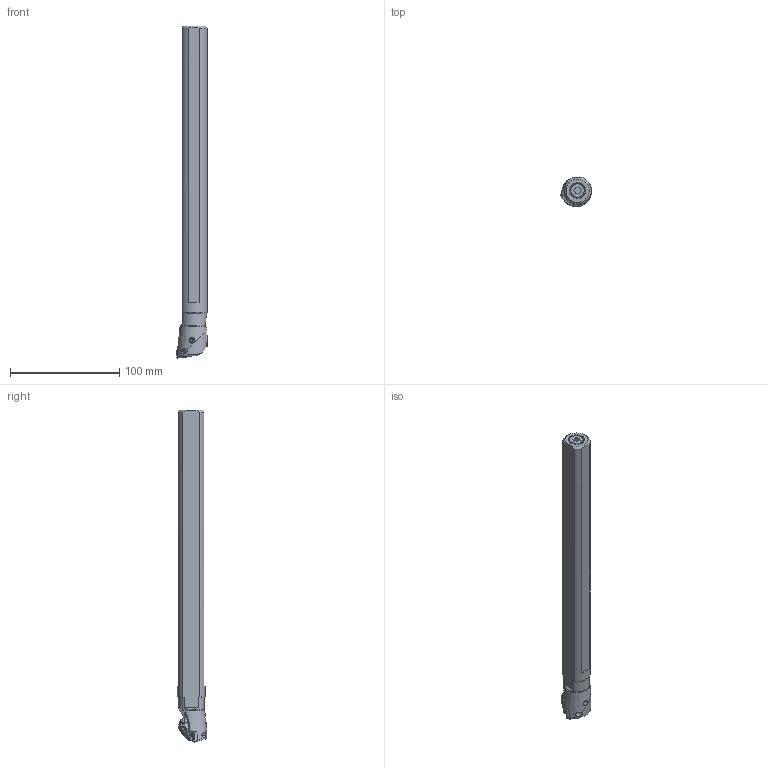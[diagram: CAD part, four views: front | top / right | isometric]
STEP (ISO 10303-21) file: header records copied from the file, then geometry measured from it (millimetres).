
FILE_DESCRIPTION(/* description */ (''),/* implementation_level */ '2;1');
FILE_NAME(/* name */ 'S-DCLNR-163-C.stp',/* time_stamp */ '2021-11-11T11:35:00+09:00',/* author */ (''),/* organization */ (''),/* preprocessor_version */ 'ST-DEVELOPER v16',/* originating_system */ 'SIEMENS PLM Software NX 10.0',/* authorisation */ '');
FILE_SCHEMA (('AUTOMOTIVE_DESIGN { 1 0 10303 214 3 1 1 1 }'));
Length unit declared in the file: millimetre
Products named in the file (1): S-DCLNR-163-C_ASM
Bounding box: 28.37 x 26.76 x 304.46 mm (x, y, z)
Volume: 121461.2 mm3; surface area: 34767.9 mm2
Topology: 6 solids, 6 shells, 303 faces, 837 edges, 545 vertices
Faces by surface type: cylinder 99, plane 82, bspline 63, cone 31, torus 23, sphere 4, extrusion 1
Entity records: 13684 total; most frequent: CARTESIAN_POINT 6235, ORIENTED_EDGE 1658, DIRECTION 1406, EDGE_CURVE 829, AXIS2_PLACEMENT_3D 583, VERTEX_POINT 542, EDGE_LOOP 317, ADVANCED_FACE 303
